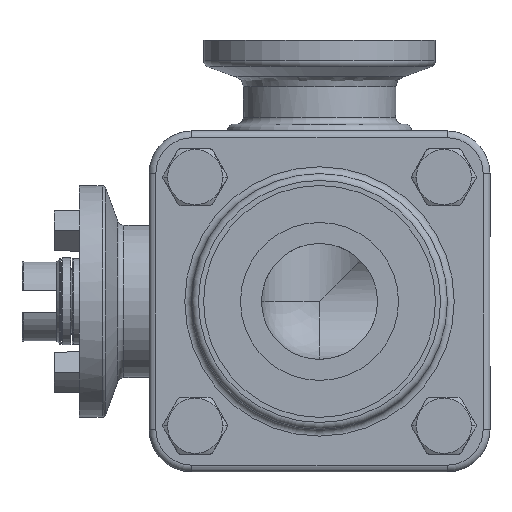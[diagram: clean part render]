
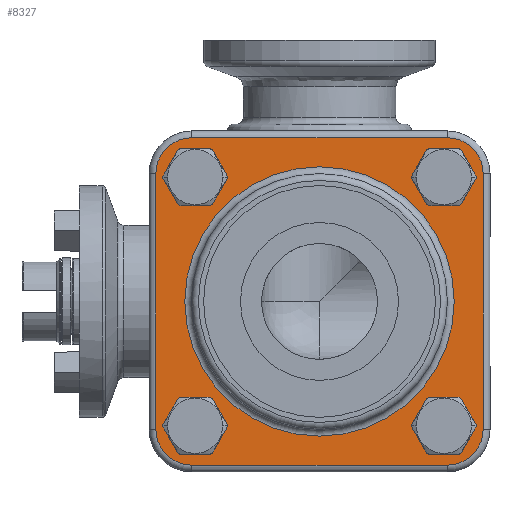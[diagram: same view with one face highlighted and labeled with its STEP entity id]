
A CAD part, left-side view. The second image highlights one B-rep face of the part: STEP entity #8327.
In plain terms, the highlighted face is planar.
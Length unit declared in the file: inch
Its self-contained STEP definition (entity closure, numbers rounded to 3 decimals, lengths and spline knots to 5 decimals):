
#951=LINE($,#18439,#1375);
#952=LINE($,#18443,#1376);
#953=LINE($,#18447,#1377);
#954=LINE($,#18451,#1378);
#1375=VECTOR($,#11631,2.25);
#1376=VECTOR($,#11634,2.25);
#1377=VECTOR($,#11637,2.25);
#1378=VECTOR($,#11640,2.25);
#1521=PLANE($,#9310);
#1760=FACE_BOUND($,#2937,.T.);
#1761=FACE_BOUND($,#2938,.T.);
#1762=FACE_BOUND($,#2939,.T.);
#1763=FACE_BOUND($,#2940,.T.);
#1764=FACE_BOUND($,#2941,.T.);
#2255=FACE_OUTER_BOUND($,#2936,.T.);
#2936=EDGE_LOOP($,(#7342,#7343,#7344,#7345,#7346,#7347,#7348,#7349));
#2937=EDGE_LOOP($,(#7350));
#2938=EDGE_LOOP($,(#7351));
#2939=EDGE_LOOP($,(#7352));
#2940=EDGE_LOOP($,(#7353));
#2941=EDGE_LOOP($,(#7354));
#3429=CIRCLE($,#9309,1.185);
#3430=CIRCLE($,#9311,0.315);
#3431=CIRCLE($,#9312,0.315);
#3432=CIRCLE($,#9313,0.315);
#3433=CIRCLE($,#9314,0.315);
#3434=CIRCLE($,#9315,0.175);
#3435=CIRCLE($,#9316,0.175);
#3436=CIRCLE($,#9317,0.175);
#3437=CIRCLE($,#9318,0.175);
#4123=VERTEX_POINT($,#18434);
#4124=VERTEX_POINT($,#18437);
#4125=VERTEX_POINT($,#18438);
#4126=VERTEX_POINT($,#18440);
#4127=VERTEX_POINT($,#18442);
#4128=VERTEX_POINT($,#18444);
#4129=VERTEX_POINT($,#18446);
#4130=VERTEX_POINT($,#18448);
#4131=VERTEX_POINT($,#18450);
#4132=VERTEX_POINT($,#18453);
#4133=VERTEX_POINT($,#18455);
#4134=VERTEX_POINT($,#18457);
#4135=VERTEX_POINT($,#18459);
#5219=EDGE_CURVE($,#4123,#4123,#3429,.T.);
#5220=EDGE_CURVE($,#4124,#4125,#951,.T.);
#5221=EDGE_CURVE($,#4126,#4124,#3430,.T.);
#5222=EDGE_CURVE($,#4127,#4126,#952,.T.);
#5223=EDGE_CURVE($,#4128,#4127,#3431,.T.);
#5224=EDGE_CURVE($,#4129,#4128,#953,.T.);
#5225=EDGE_CURVE($,#4130,#4129,#3432,.T.);
#5226=EDGE_CURVE($,#4131,#4130,#954,.T.);
#5227=EDGE_CURVE($,#4125,#4131,#3433,.T.);
#5228=EDGE_CURVE($,#4132,#4132,#3434,.T.);
#5229=EDGE_CURVE($,#4133,#4133,#3435,.T.);
#5230=EDGE_CURVE($,#4134,#4134,#3436,.T.);
#5231=EDGE_CURVE($,#4135,#4135,#3437,.T.);
#7342=ORIENTED_EDGE($,*,*,#5220,.F.);
#7343=ORIENTED_EDGE($,*,*,#5221,.F.);
#7344=ORIENTED_EDGE($,*,*,#5222,.F.);
#7345=ORIENTED_EDGE($,*,*,#5223,.F.);
#7346=ORIENTED_EDGE($,*,*,#5224,.F.);
#7347=ORIENTED_EDGE($,*,*,#5225,.F.);
#7348=ORIENTED_EDGE($,*,*,#5226,.F.);
#7349=ORIENTED_EDGE($,*,*,#5227,.F.);
#7350=ORIENTED_EDGE($,*,*,#5228,.T.);
#7351=ORIENTED_EDGE($,*,*,#5229,.T.);
#7352=ORIENTED_EDGE($,*,*,#5230,.T.);
#7353=ORIENTED_EDGE($,*,*,#5231,.T.);
#7354=ORIENTED_EDGE($,*,*,#5219,.F.);
#8327=ADVANCED_FACE($,(#2255,#1760,#1761,#1762,#1763,#1764),#1521,.T.);
#9309=AXIS2_PLACEMENT_3D($,#18435,#11627,#11628);
#9310=AXIS2_PLACEMENT_3D($,#18436,#11629,#11630);
#9311=AXIS2_PLACEMENT_3D($,#18441,#11632,#11633);
#9312=AXIS2_PLACEMENT_3D($,#18445,#11635,#11636);
#9313=AXIS2_PLACEMENT_3D($,#18449,#11638,#11639);
#9314=AXIS2_PLACEMENT_3D($,#18452,#11641,#11642);
#9315=AXIS2_PLACEMENT_3D($,#18454,#11643,#11644);
#9316=AXIS2_PLACEMENT_3D($,#18456,#11645,#11646);
#9317=AXIS2_PLACEMENT_3D($,#18458,#11647,#11648);
#9318=AXIS2_PLACEMENT_3D($,#18460,#11649,#11650);
#11627=DIRECTION('center_axis',(0.,0.,1.));
#11628=DIRECTION('ref_axis',(-1.,0.,0.));
#11629=DIRECTION('center_axis',(0.,0.,1.));
#11630=DIRECTION('ref_axis',(1.,0.,0.));
#11631=DIRECTION($,(1.,0.,0.));
#11632=DIRECTION('center_axis',(0.,0.,-1.));
#11633=DIRECTION('ref_axis',(-0.707,0.707,0.));
#11634=DIRECTION($,(0.,1.,0.));
#11635=DIRECTION('center_axis',(0.,0.,-1.));
#11636=DIRECTION('ref_axis',(-0.707,-0.707,0.));
#11637=DIRECTION($,(-1.,0.,0.));
#11638=DIRECTION('center_axis',(0.,0.,-1.));
#11639=DIRECTION('ref_axis',(0.707,-0.707,0.));
#11640=DIRECTION($,(0.,-1.,0.));
#11641=DIRECTION('center_axis',(0.,0.,-1.));
#11642=DIRECTION('ref_axis',(0.707,0.707,0.));
#11643=DIRECTION('center_axis',(0.,0.,-1.));
#11644=DIRECTION('ref_axis',(0.,-1.,0.));
#11645=DIRECTION('center_axis',(0.,0.,-1.));
#11646=DIRECTION('ref_axis',(-1.,0.,0.));
#11647=DIRECTION('center_axis',(0.,0.,-1.));
#11648=DIRECTION('ref_axis',(0.,1.,0.));
#11649=DIRECTION('center_axis',(0.,0.,-1.));
#11650=DIRECTION('ref_axis',(1.,0.,0.));
#18434=CARTESIAN_POINT('',(1.185,0.,0.59));
#18435=CARTESIAN_POINT('Origin',(0.,0.,0.59));
#18436=CARTESIAN_POINT('Origin',(0.,0.,
0.59));
#18437=CARTESIAN_POINT('',(-1.125,1.44,0.59));
#18438=CARTESIAN_POINT('',(1.125,1.44,0.59));
#18439=CARTESIAN_POINT($,(-0.75,1.44,0.59));
#18440=CARTESIAN_POINT('',(-1.44,1.125,0.59));
#18441=CARTESIAN_POINT('Origin',(-1.125,1.125,0.59));
#18442=CARTESIAN_POINT('',(-1.44,-1.125,0.59));
#18443=CARTESIAN_POINT($,(-1.44,-0.75,0.59));
#18444=CARTESIAN_POINT('',(-1.125,-1.44,0.59));
#18445=CARTESIAN_POINT('Origin',(-1.125,-1.125,0.59));
#18446=CARTESIAN_POINT('',(1.125,-1.44,0.59));
#18447=CARTESIAN_POINT($,(0.75,-1.44,0.59));
#18448=CARTESIAN_POINT('',(1.44,-1.125,0.59));
#18449=CARTESIAN_POINT('Origin',(1.125,-1.125,0.59));
#18450=CARTESIAN_POINT('',(1.44,1.125,0.59));
#18451=CARTESIAN_POINT($,(1.44,0.75,0.59));
#18452=CARTESIAN_POINT('Origin',(1.125,1.125,0.59));
#18453=CARTESIAN_POINT('',(1.094,0.919,0.59));
#18454=CARTESIAN_POINT('Origin',(1.094,1.094,0.59));
#18455=CARTESIAN_POINT('',(0.919,-1.094,0.59));
#18456=CARTESIAN_POINT('Origin',(1.094,-1.094,0.59));
#18457=CARTESIAN_POINT('',(-1.094,-0.919,0.59));
#18458=CARTESIAN_POINT('Origin',(-1.094,-1.094,0.59));
#18459=CARTESIAN_POINT('',(-0.919,1.094,0.59));
#18460=CARTESIAN_POINT('Origin',(-1.094,1.094,0.59));
